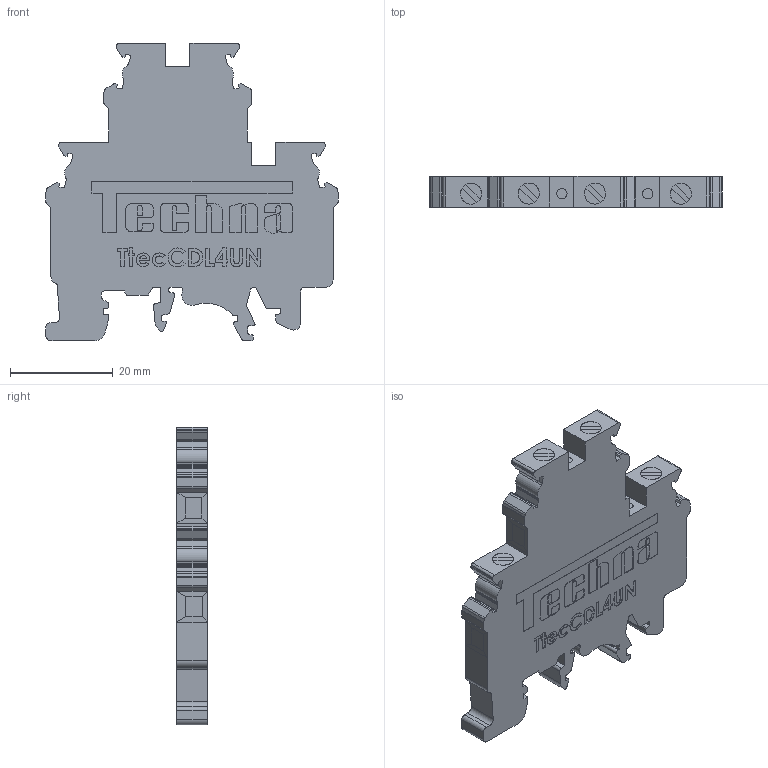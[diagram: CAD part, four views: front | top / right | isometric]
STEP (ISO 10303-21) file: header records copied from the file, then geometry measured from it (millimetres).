
FILE_DESCRIPTION (( 'STEP AP214' ), '1' );
FILE_NAME ('TtecCDL4UN.STEP', '2020-06-17T11:42:42', ( '' ), ( '' ), 'SwSTEP 2.0', 'SolidWorks 2020', '' );
FILE_SCHEMA (( 'AUTOMOTIVE_DESIGN' ));
Length unit declared in the file: millimetre
Products named in the file (1): TtecCDL4UN
Bounding box: 57 x 6 x 58 mm (x, y, z)
Volume: 13133.5 mm3; surface area: 6469.4 mm2
Topology: 1 solids, 1 shells, 809 faces, 2229 edges, 1470 vertices
Faces by surface type: plane 508, cylinder 233, bspline 68
Entity records: 35336 total; most frequent: CARTESIAN_POINT 9153, ORIENTED_EDGE 4458, DIRECTION 4059, EDGE_CURVE 2229, VECTOR 1611, LINE 1611, VERTEX_POINT 1470, AXIS2_PLACEMENT_3D 1224
